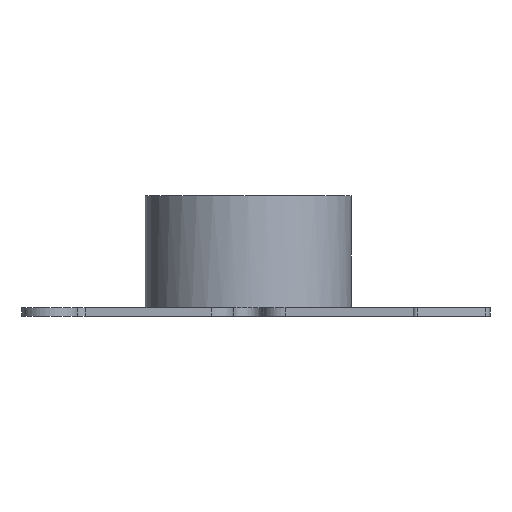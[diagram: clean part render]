
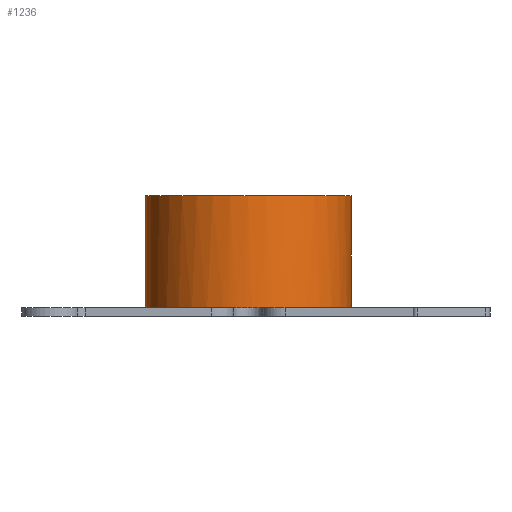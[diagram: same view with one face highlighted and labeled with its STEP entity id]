
A CAD part, front view. The second image highlights one B-rep face of the part: STEP entity #1236.
In plain terms, the highlighted cylindrical face has radius 11.5 mm (diameter 23 mm), a full revolution.
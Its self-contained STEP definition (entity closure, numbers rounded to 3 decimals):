
#38=LINE('',#1778,#112);
#39=LINE('',#1782,#113);
#40=LINE('',#1783,#114);
#41=LINE('',#1787,#115);
#112=VECTOR('',#1491,1000.);
#113=VECTOR('',#1494,1000.);
#114=VECTOR('',#1495,1000.);
#115=VECTOR('',#1498,1000.);
#173=CYLINDRICAL_SURFACE('',#1323,11.5);
#253=ORIENTED_EDGE('',*,*,#448,.T.);
#254=ORIENTED_EDGE('',*,*,#497,.F.);
#255=ORIENTED_EDGE('',*,*,#498,.F.);
#256=ORIENTED_EDGE('',*,*,#499,.F.);
#257=ORIENTED_EDGE('',*,*,#459,.F.);
#258=ORIENTED_EDGE('',*,*,#500,.F.);
#259=ORIENTED_EDGE('',*,*,#501,.F.);
#260=ORIENTED_EDGE('',*,*,#502,.F.);
#261=ORIENTED_EDGE('',*,*,#490,.F.);
#448=EDGE_CURVE('',#575,#575,#664,.T.);
#459=EDGE_CURVE('',#586,#587,#675,.T.);
#490=EDGE_CURVE('',#617,#618,#690,.T.);
#497=EDGE_CURVE('',#624,#617,#38,.T.);
#498=EDGE_CURVE('',#625,#624,#695,.F.);
#499=EDGE_CURVE('',#587,#625,#39,.F.);
#500=EDGE_CURVE('',#626,#586,#40,.T.);
#501=EDGE_CURVE('',#627,#626,#696,.F.);
#502=EDGE_CURVE('',#618,#627,#41,.F.);
#575=VERTEX_POINT('',#1670);
#586=VERTEX_POINT('',#1701);
#587=VERTEX_POINT('',#1703);
#617=VERTEX_POINT('',#1764);
#618=VERTEX_POINT('',#1765);
#624=VERTEX_POINT('',#1779);
#625=VERTEX_POINT('',#1781);
#626=VERTEX_POINT('',#1784);
#627=VERTEX_POINT('',#1786);
#664=CIRCLE('',#1282,11.5);
#675=CIRCLE('',#1303,11.5);
#690=CIRCLE('',#1318,11.5);
#695=CIRCLE('',#1324,11.5);
#696=CIRCLE('',#1325,11.5);
#740=EDGE_LOOP('',(#253));
#741=EDGE_LOOP('',(#254,#255,#256,#257,#258,#259,#260,#261));
#806=FACE_BOUND('',#740,.T.);
#807=FACE_BOUND('',#741,.T.);
#1236=ADVANCED_FACE('',(#806,#807),#173,.T.);
#1282=AXIS2_PLACEMENT_3D('',#1669,#1389,#1390);
#1303=AXIS2_PLACEMENT_3D('',#1702,#1431,#1432);
#1318=AXIS2_PLACEMENT_3D('',#1763,#1477,#1478);
#1323=AXIS2_PLACEMENT_3D('',#1777,#1489,#1490);
#1324=AXIS2_PLACEMENT_3D('',#1780,#1492,#1493);
#1325=AXIS2_PLACEMENT_3D('',#1785,#1496,#1497);
#1389=DIRECTION('',(0.,0.,-1.));
#1390=DIRECTION('',(-1.,0.,0.));
#1431=DIRECTION('',(0.,0.,-1.));
#1432=DIRECTION('',(-1.,0.,0.));
#1477=DIRECTION('',(0.,0.,-1.));
#1478=DIRECTION('',(-1.,0.,0.));
#1489=DIRECTION('',(0.,0.,-1.));
#1490=DIRECTION('',(-1.,0.,0.));
#1491=DIRECTION('',(0.,0.,-1.));
#1492=DIRECTION('',(0.,0.,1.));
#1493=DIRECTION('',(1.,0.,0.));
#1494=DIRECTION('',(0.,0.,-1.));
#1495=DIRECTION('',(0.,0.,-1.));
#1496=DIRECTION('',(0.,0.,1.));
#1497=DIRECTION('',(1.,0.,0.));
#1498=DIRECTION('',(0.,0.,-1.));
#1669=CARTESIAN_POINT('',(0.,0.,6.75));
#1670=CARTESIAN_POINT('',(-11.5,0.,6.75));
#1701=CARTESIAN_POINT('',(-2.841,-11.144,-6.75));
#1702=CARTESIAN_POINT('',(0.,0.,-6.75));
#1703=CARTESIAN_POINT('',(2.841,-11.144,-6.75));
#1763=CARTESIAN_POINT('',(0.,0.,-6.75));
#1764=CARTESIAN_POINT('',(1.38,-11.417,-6.75));
#1765=CARTESIAN_POINT('',(-1.38,-11.417,-6.75));
#1777=CARTESIAN_POINT('',(0.,0.,-6.75));
#1778=CARTESIAN_POINT('',(1.38,-11.417,-6.25));
#1779=CARTESIAN_POINT('',(1.38,-11.417,-5.75));
#1780=CARTESIAN_POINT('',(0.,0.,-5.75));
#1781=CARTESIAN_POINT('',(2.841,-11.144,-5.75));
#1782=CARTESIAN_POINT('',(2.841,-11.144,-6.25));
#1783=CARTESIAN_POINT('',(-2.841,-11.144,-6.25));
#1784=CARTESIAN_POINT('',(-2.841,-11.144,-5.75));
#1785=CARTESIAN_POINT('',(0.,0.,-5.75));
#1786=CARTESIAN_POINT('',(-1.38,-11.417,-5.75));
#1787=CARTESIAN_POINT('',(-1.38,-11.417,-6.25));
